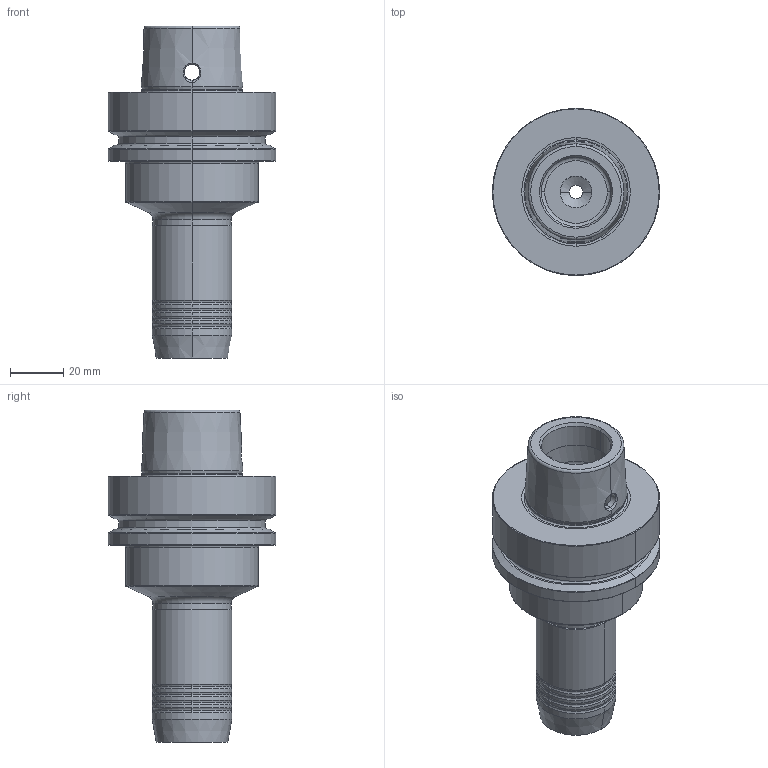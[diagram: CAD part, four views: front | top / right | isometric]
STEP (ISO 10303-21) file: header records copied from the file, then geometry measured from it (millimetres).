
FILE_DESCRIPTION (( 'STEP AP214' ), '1' );
FILE_NAME ('77.F63.010 x=100_step.STEP', '2024-02-01T07:41:26', ( '' ), ( '' ), 'SwSTEP 2.0', 'SolidWorks 2019', '' );
FILE_SCHEMA (( 'AUTOMOTIVE_DESIGN' ));
Length unit declared in the file: millimetre
Products named in the file (1): 77.F63.010 x=100_step
Bounding box: 62.94 x 62.94 x 124.9 mm (x, y, z)
Volume: 149655.9 mm3; surface area: 28105.4 mm2
Topology: 1 solids, 1 shells, 133 faces, 295 edges, 168 vertices
Faces by surface type: torus 50, cylinder 43, cone 28, plane 12
Entity records: 4223 total; most frequent: CARTESIAN_POINT 905, DIRECTION 755, ORIENTED_EDGE 590, AXIS2_PLACEMENT_3D 339, EDGE_CURVE 295, CIRCLE 205, VERTEX_POINT 168, EDGE_LOOP 143
